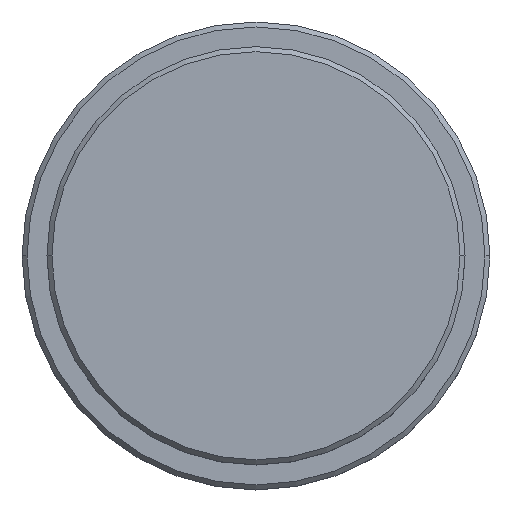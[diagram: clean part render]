
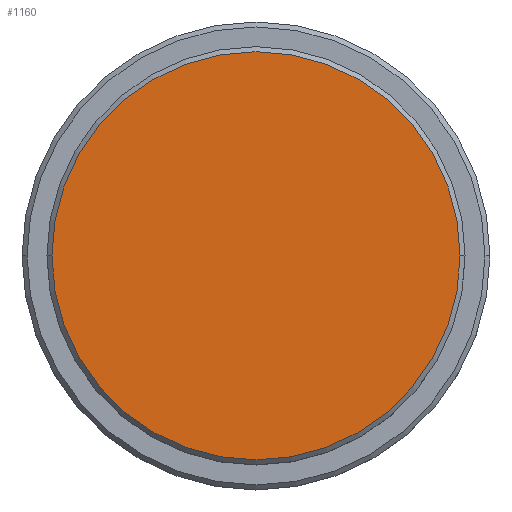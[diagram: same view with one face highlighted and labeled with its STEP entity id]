
A CAD part, top view. The second image highlights one B-rep face of the part: STEP entity #1160.
In plain terms, the highlighted planar face has unit normal (0, 0, 1).
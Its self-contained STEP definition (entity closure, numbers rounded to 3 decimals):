
#26 = CIRCLE ( 'NONE', #892, 20.5 ) ;
#114 = CIRCLE ( 'NONE', #570, 20.5 ) ;
#152 = CARTESIAN_POINT ( 'NONE',  ( -20.5, 0., 0. ) ) ;
#171 = PLANE ( 'NONE',  #1403 ) ;
#179 = ORIENTED_EDGE ( 'NONE', *, *, #432, .T. ) ;
#210 = ORIENTED_EDGE ( 'NONE', *, *, #1115, .T. ) ;
#308 = CARTESIAN_POINT ( 'NONE',  ( 20.5, 0., 0. ) ) ;
#425 = CARTESIAN_POINT ( 'NONE',  ( 0., 0., 0. ) ) ;
#430 = EDGE_LOOP ( 'NONE', ( #179, #210 ) ) ;
#432 = EDGE_CURVE ( 'NONE', #645, #1118, #114, .T. ) ;
#449 = CARTESIAN_POINT ( 'NONE',  ( 0., 0., 0. ) ) ;
#570 = AXIS2_PLACEMENT_3D ( 'NONE', #449, #1092, #1231 ) ;
#614 = FACE_OUTER_BOUND ( 'NONE', #430, .T. ) ;
#645 = VERTEX_POINT ( 'NONE', #152 ) ;
#740 = DIRECTION ( 'NONE',  ( 1., 0., 0. ) ) ;
#892 = AXIS2_PLACEMENT_3D ( 'NONE', #425, #1379, #948 ) ;
#948 = DIRECTION ( 'NONE',  ( 1., 0., 0. ) ) ;
#1053 = DIRECTION ( 'NONE',  ( 0., 0., 1. ) ) ;
#1092 = DIRECTION ( 'NONE',  ( 0., 0., 1. ) ) ;
#1115 = EDGE_CURVE ( 'NONE', #1118, #645, #26, .T. ) ;
#1118 = VERTEX_POINT ( 'NONE', #308 ) ;
#1160 = ADVANCED_FACE ( 'NONE', ( #614 ), #171, .T. ) ;
#1231 = DIRECTION ( 'NONE',  ( 1., 0., 0. ) ) ;
#1379 = DIRECTION ( 'NONE',  ( 0., 0., 1. ) ) ;
#1403 = AXIS2_PLACEMENT_3D ( 'NONE', #1408, #1053, #740 ) ;
#1408 = CARTESIAN_POINT ( 'NONE',  ( 0., 0., 0. ) ) ;
